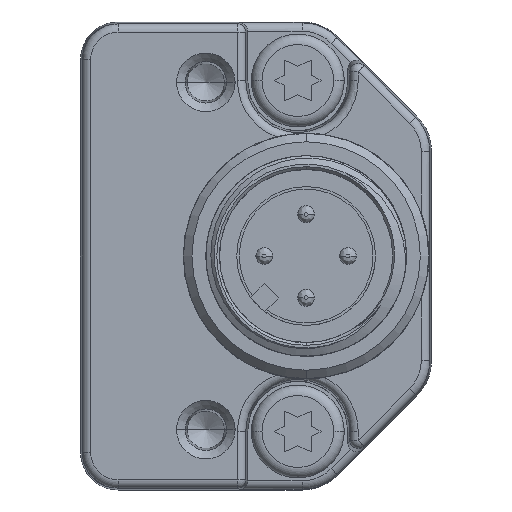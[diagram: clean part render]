
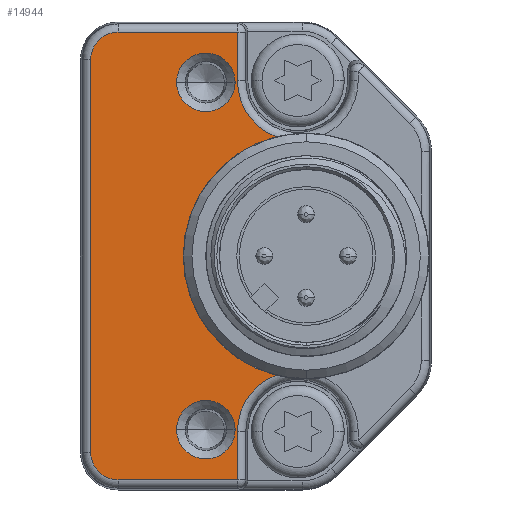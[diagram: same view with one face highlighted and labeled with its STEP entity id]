
A CAD part, left-side view. The second image highlights one B-rep face of the part: STEP entity #14944.
In plain terms, the highlighted planar face has unit normal (-1, 0, 0).
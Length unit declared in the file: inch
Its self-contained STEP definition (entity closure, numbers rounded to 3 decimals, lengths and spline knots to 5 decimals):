
#217=CARTESIAN_POINT('',(-0.51181,0.31496,
-0.41339));
#218=DIRECTION('',(1.,0.,0.));
#219=DIRECTION('',(0.,1.,0.));
#220=AXIS2_PLACEMENT_3D('',#217,#218,#219);
#222=DIRECTION('',(0.,0.,1.));
#223=VECTOR('',#222,0.11381);
#224=CARTESIAN_POINT('',(-0.51181,0.45723,
-0.5272));
#225=LINE('',#224,#223);
#226=DIRECTION('',(0.,-1.,0.));
#227=VECTOR('',#226,0.28096);
#228=CARTESIAN_POINT('',(-0.51181,0.73819,
-0.5272));
#229=LINE('',#228,#227);
#230=CARTESIAN_POINT('',(-0.51181,0.73819,
-0.4626));
#231=DIRECTION('',(-1.,0.,0.));
#232=DIRECTION('',(0.,1.,0.));
#233=AXIS2_PLACEMENT_3D('',#230,#231,#232);
#235=DIRECTION('',(0.,0.,-1.));
#236=VECTOR('',#235,0.9252);
#237=CARTESIAN_POINT('',(-0.51181,0.80279,
0.4626));
#238=LINE('',#237,#236);
#239=CARTESIAN_POINT('',(-0.51181,0.73819,
0.4626));
#240=DIRECTION('',(-1.,0.,0.));
#241=DIRECTION('',(0.,0.,1.));
#242=AXIS2_PLACEMENT_3D('',#239,#240,#241);
#244=DIRECTION('',(0.,1.,0.));
#245=VECTOR('',#244,0.28096);
#246=CARTESIAN_POINT('',(-0.51181,0.45723,
0.5272));
#247=LINE('',#246,#245);
#248=DIRECTION('',(0.,0.,1.));
#249=VECTOR('',#248,0.11381);
#250=CARTESIAN_POINT('',(-0.51181,0.45723,
0.41339));
#251=LINE('',#250,#249);
#252=CARTESIAN_POINT('',(-0.51181,0.31496,
0.41339));
#253=DIRECTION('',(1.,0.,0.));
#254=DIRECTION('',(0.,0.359,-0.933));
#255=AXIS2_PLACEMENT_3D('',#252,#253,#254);
#257=CARTESIAN_POINT('',(-0.51181,0.29528,0.));
#258=DIRECTION('',(-1.,0.,0.));
#259=DIRECTION('',(0.,0.244,0.97));
#260=AXIS2_PLACEMENT_3D('',#257,#258,#259);
#262=CARTESIAN_POINT('',(-0.51181,0.5315,
-0.40915));
#263=DIRECTION('',(1.,0.,0.));
#264=DIRECTION('',(0.,1.,0.));
#265=AXIS2_PLACEMENT_3D('',#262,#263,#264);
#267=CARTESIAN_POINT('',(-0.51181,0.5315,
-0.40915));
#268=DIRECTION('',(1.,0.,0.));
#269=DIRECTION('',(0.,-1.,0.));
#270=AXIS2_PLACEMENT_3D('',#267,#268,#269);
#272=CARTESIAN_POINT('',(-0.51181,0.5315,
0.40915));
#273=DIRECTION('',(1.,0.,0.));
#274=DIRECTION('',(0.,1.,0.));
#275=AXIS2_PLACEMENT_3D('',#272,#273,#274);
#277=CARTESIAN_POINT('',(-0.51181,0.5315,
0.40915));
#278=DIRECTION('',(1.,0.,0.));
#279=DIRECTION('',(0.,-1.,0.));
#280=AXIS2_PLACEMENT_3D('',#277,#278,#279);
#12786=CARTESIAN_POINT('',(-0.51181,0.80279,
-0.4626));
#12787=CARTESIAN_POINT('',(-0.51181,0.73819,
-0.5272));
#12788=VERTEX_POINT('',#12786);
#12789=VERTEX_POINT('',#12787);
#12794=CARTESIAN_POINT('',(-0.51181,0.80279,
0.4626));
#12795=VERTEX_POINT('',#12794);
#12798=CARTESIAN_POINT('',(-0.51181,0.73819,
0.5272));
#12799=VERTEX_POINT('',#12798);
#12822=CARTESIAN_POINT('',(-0.51181,0.60039,
-0.40915));
#12823=CARTESIAN_POINT('',(-0.51181,0.4626,
-0.40915));
#12824=VERTEX_POINT('',#12822);
#12825=VERTEX_POINT('',#12823);
#12826=CARTESIAN_POINT('',(-0.51181,0.60039,
0.40915));
#12827=CARTESIAN_POINT('',(-0.51181,0.4626,
0.40915));
#12828=VERTEX_POINT('',#12826);
#12829=VERTEX_POINT('',#12827);
#12858=CARTESIAN_POINT('',(-0.51181,0.45723,
-0.41339));
#12859=CARTESIAN_POINT('',(-0.51181,0.366,
-0.28059));
#12860=VERTEX_POINT('',#12858);
#12861=VERTEX_POINT('',#12859);
#12862=CARTESIAN_POINT('',(-0.51181,0.45723,
-0.5272));
#12863=VERTEX_POINT('',#12862);
#12886=CARTESIAN_POINT('',(-0.51181,0.366,
0.28059));
#12887=CARTESIAN_POINT('',(-0.51181,0.45723,
0.41339));
#12888=VERTEX_POINT('',#12886);
#12889=VERTEX_POINT('',#12887);
#12890=CARTESIAN_POINT('',(-0.51181,0.45723,
0.5272));
#12891=VERTEX_POINT('',#12890);
#14906=CARTESIAN_POINT('',(-0.51181,0.,0.));
#14907=DIRECTION('',(-1.,0.,0.));
#14908=DIRECTION('',(0.,0.,1.));
#14909=AXIS2_PLACEMENT_3D('',#14906,#14907,#14908);
#14910=PLANE('',#14909);
#14912=ORIENTED_EDGE('',*,*,#14911,.F.);
#14914=ORIENTED_EDGE('',*,*,#14913,.F.);
#14916=ORIENTED_EDGE('',*,*,#14915,.F.);
#14918=ORIENTED_EDGE('',*,*,#14917,.F.);
#14919=ORIENTED_EDGE('',*,*,#14896,.F.);
#14921=ORIENTED_EDGE('',*,*,#14920,.F.);
#14923=ORIENTED_EDGE('',*,*,#14922,.F.);
#14925=ORIENTED_EDGE('',*,*,#14924,.F.);
#14927=ORIENTED_EDGE('',*,*,#14926,.F.);
#14929=ORIENTED_EDGE('',*,*,#14928,.T.);
#14930=EDGE_LOOP('',(#14912,#14914,#14916,#14918,#14919,#14921,#14923,#14925,
#14927,#14929));
#14931=FACE_OUTER_BOUND('',#14930,.F.);
#14933=ORIENTED_EDGE('',*,*,#14932,.F.);
#14935=ORIENTED_EDGE('',*,*,#14934,.F.);
#14936=EDGE_LOOP('',(#14933,#14935));
#14937=FACE_BOUND('',#14936,.F.);
#14939=ORIENTED_EDGE('',*,*,#14938,.F.);
#14941=ORIENTED_EDGE('',*,*,#14940,.F.);
#14942=EDGE_LOOP('',(#14939,#14941));
#14943=FACE_BOUND('',#14942,.F.);
#14944=ADVANCED_FACE('',(#14931,#14937,#14943),#14910,.T.);
#221=CIRCLE('',#220,0.14227);
#234=CIRCLE('',#233,0.0646);
#243=CIRCLE('',#242,0.0646);
#256=CIRCLE('',#255,0.14227);
#261=CIRCLE('',#260,0.28937);
#266=CIRCLE('',#265,0.0689);
#271=CIRCLE('',#270,0.0689);
#276=CIRCLE('',#275,0.0689);
#281=CIRCLE('',#280,0.0689);
#14896=EDGE_CURVE('',#12795,#12788,#238,.T.);
#14911=EDGE_CURVE('',#12860,#12861,#221,.T.);
#14913=EDGE_CURVE('',#12863,#12860,#225,.T.);
#14915=EDGE_CURVE('',#12789,#12863,#229,.T.);
#14917=EDGE_CURVE('',#12788,#12789,#234,.T.);
#14920=EDGE_CURVE('',#12799,#12795,#243,.T.);
#14922=EDGE_CURVE('',#12891,#12799,#247,.T.);
#14924=EDGE_CURVE('',#12889,#12891,#251,.T.);
#14926=EDGE_CURVE('',#12888,#12889,#256,.T.);
#14928=EDGE_CURVE('',#12888,#12861,#261,.T.);
#14932=EDGE_CURVE('',#12824,#12825,#266,.T.);
#14934=EDGE_CURVE('',#12825,#12824,#271,.T.);
#14938=EDGE_CURVE('',#12828,#12829,#276,.T.);
#14940=EDGE_CURVE('',#12829,#12828,#281,.T.);
